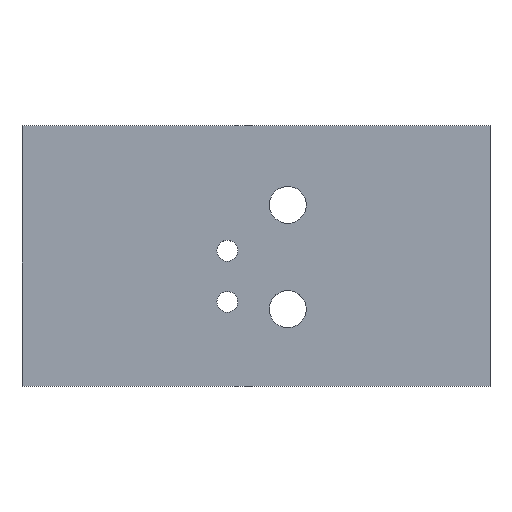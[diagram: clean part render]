
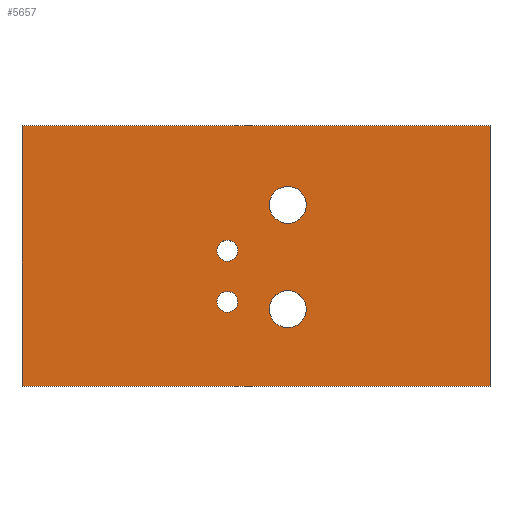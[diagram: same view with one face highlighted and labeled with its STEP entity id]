
A CAD part, top view. The second image highlights one B-rep face of the part: STEP entity #5657.
In plain terms, the highlighted planar face has unit normal (0, 0, 1).
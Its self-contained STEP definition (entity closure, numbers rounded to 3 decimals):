
#5384 = VERTEX_POINT('',#5385);
#5385 = CARTESIAN_POINT('',(100.965,101.6,0.));
#5391 = EDGE_CURVE('',#5384,#5392,#5394,.T.);
#5392 = VERTEX_POINT('',#5393);
#5393 = CARTESIAN_POINT('',(112.37,101.6,0.));
#5394 = LINE('',#5395,#5396);
#5395 = CARTESIAN_POINT('',(100.965,101.6,0.));
#5396 = VECTOR('',#5397,1.);
#5397 = DIRECTION('',(1.,0.,0.));
#5422 = EDGE_CURVE('',#5392,#5423,#5425,.T.);
#5423 = VERTEX_POINT('',#5424);
#5424 = CARTESIAN_POINT('',(112.37,107.95,0.));
#5425 = LINE('',#5426,#5427);
#5426 = CARTESIAN_POINT('',(112.37,101.6,0.));
#5427 = VECTOR('',#5428,1.);
#5428 = DIRECTION('',(0.,1.,0.));
#5453 = EDGE_CURVE('',#5423,#5454,#5456,.T.);
#5454 = VERTEX_POINT('',#5455);
#5455 = CARTESIAN_POINT('',(100.965,107.95,0.));
#5456 = LINE('',#5457,#5458);
#5457 = CARTESIAN_POINT('',(112.37,107.95,0.));
#5458 = VECTOR('',#5459,1.);
#5459 = DIRECTION('',(-1.,0.,0.));
#5484 = EDGE_CURVE('',#5454,#5384,#5485,.T.);
#5485 = LINE('',#5486,#5487);
#5486 = CARTESIAN_POINT('',(100.965,107.95,0.));
#5487 = VECTOR('',#5488,1.);
#5488 = DIRECTION('',(0.,-1.,0.));
#5508 = VERTEX_POINT('',#5509);
#5509 = CARTESIAN_POINT('',(106.223,103.657,0.));
#5515 = EDGE_CURVE('',#5508,#5508,#5516,.T.);
#5516 = CIRCLE('',#5517,0.254);
#5517 = AXIS2_PLACEMENT_3D('',#5518,#5519,#5520);
#5518 = CARTESIAN_POINT('',(105.969,103.657,0.));
#5519 = DIRECTION('',(0.,0.,1.));
#5520 = DIRECTION('',(1.,0.,0.));
#5541 = VERTEX_POINT('',#5542);
#5542 = CARTESIAN_POINT('',(106.223,104.902,0.));
#5548 = EDGE_CURVE('',#5541,#5541,#5549,.T.);
#5549 = CIRCLE('',#5550,0.254);
#5550 = AXIS2_PLACEMENT_3D('',#5551,#5552,#5553);
#5551 = CARTESIAN_POINT('',(105.969,104.902,0.));
#5552 = DIRECTION('',(0.,0.,1.));
#5553 = DIRECTION('',(1.,0.,0.));
#5574 = VERTEX_POINT('',#5575);
#5575 = CARTESIAN_POINT('',(107.892,103.48,0.));
#5581 = EDGE_CURVE('',#5574,#5574,#5582,.T.);
#5582 = CIRCLE('',#5583,0.45);
#5583 = AXIS2_PLACEMENT_3D('',#5584,#5585,#5586);
#5584 = CARTESIAN_POINT('',(107.442,103.48,0.));
#5585 = DIRECTION('',(0.,0.,1.));
#5586 = DIRECTION('',(1.,0.,0.));
#5607 = VERTEX_POINT('',#5608);
#5608 = CARTESIAN_POINT('',(107.892,106.02,0.));
#5614 = EDGE_CURVE('',#5607,#5607,#5615,.T.);
#5615 = CIRCLE('',#5616,0.45);
#5616 = AXIS2_PLACEMENT_3D('',#5617,#5618,#5619);
#5617 = CARTESIAN_POINT('',(107.442,106.02,0.));
#5618 = DIRECTION('',(0.,0.,1.));
#5619 = DIRECTION('',(1.,0.,0.));
#5657 = ADVANCED_FACE('',(#5658,#5664,#5667,#5670,#5673),#5676,.F.);
#5658 = FACE_BOUND('',#5659,.T.);
#5659 = EDGE_LOOP('',(#5660,#5661,#5662,#5663));
#5660 = ORIENTED_EDGE('',*,*,#5391,.T.);
#5661 = ORIENTED_EDGE('',*,*,#5422,.T.);
#5662 = ORIENTED_EDGE('',*,*,#5453,.T.);
#5663 = ORIENTED_EDGE('',*,*,#5484,.T.);
#5664 = FACE_BOUND('',#5665,.F.);
#5665 = EDGE_LOOP('',(#5666));
#5666 = ORIENTED_EDGE('',*,*,#5515,.T.);
#5667 = FACE_BOUND('',#5668,.F.);
#5668 = EDGE_LOOP('',(#5669));
#5669 = ORIENTED_EDGE('',*,*,#5548,.T.);
#5670 = FACE_BOUND('',#5671,.F.);
#5671 = EDGE_LOOP('',(#5672));
#5672 = ORIENTED_EDGE('',*,*,#5581,.T.);
#5673 = FACE_BOUND('',#5674,.F.);
#5674 = EDGE_LOOP('',(#5675));
#5675 = ORIENTED_EDGE('',*,*,#5614,.T.);
#5676 = PLANE('',#5677);
#5677 = AXIS2_PLACEMENT_3D('',#5678,#5679,#5680);
#5678 = CARTESIAN_POINT('',(100.965,101.6,0.));
#5679 = DIRECTION('',(0.,0.,-1.));
#5680 = DIRECTION('',(-1.,0.,0.));
